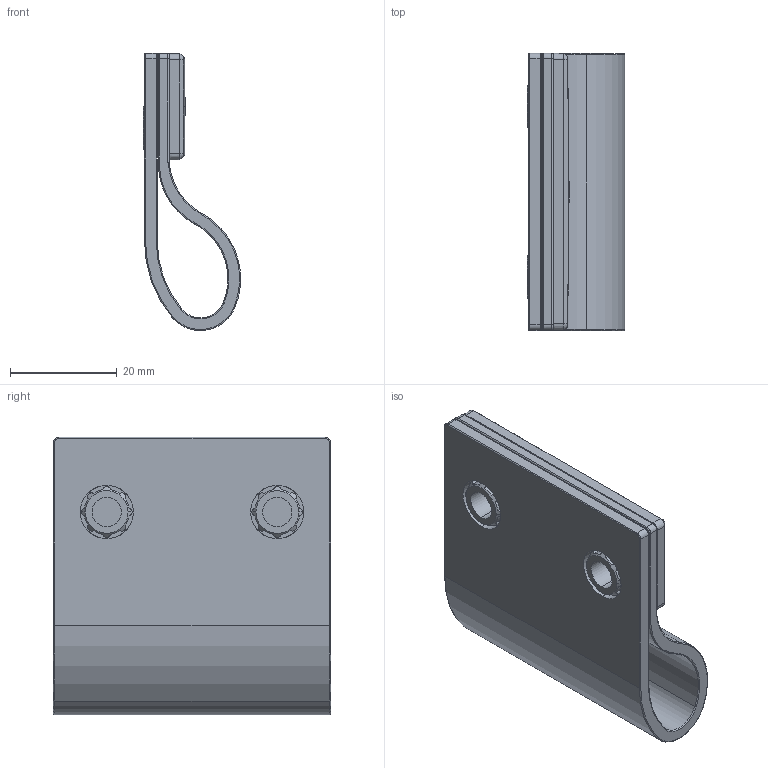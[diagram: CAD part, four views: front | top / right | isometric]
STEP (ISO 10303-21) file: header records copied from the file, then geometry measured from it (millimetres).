
FILE_DESCRIPTION(('Creo Elements/Direct Modeling STEP Export'),'2;1');
FILE_NAME('LE015-50.stp','2023-10-17T11:07:06',(''),(''),'Creo Elements/Direct Modeling STEP processor for AP214 (Solid Model)','Creo Elements/Direct Modeling 20.0 12-Nov-2016 (C) Parametric Technology GmbH','');
FILE_SCHEMA(('AUTOMOTIVE_DESIGN { 1 0 10303 214 1 1 1 1 }'));
Length unit declared in the file: millimetre
Products named in the file (3): 2; 1; 8347-52.step
Assembly tree (2 placements, depth 2):
  8347-52.step
    1
    2
Bounding box: 18.21 x 52 x 52.01 mm (x, y, z)
Volume: 16318.9 mm3; surface area: 15097.1 mm2
Topology: 2 solids, 2 shells, 127 faces, 321 edges, 200 vertices
Faces by surface type: cylinder 68, plane 21, torus 14, cone 12, bspline 10, sphere 2
Entity records: 5787 total; most frequent: CARTESIAN_POINT 2862, ORIENTED_EDGE 638, DIRECTION 560, EDGE_CURVE 319, AXIS2_PLACEMENT_3D 223, VERTEX_POINT 200, EDGE_LOOP 139, FACE_OUTER_BOUND 127
